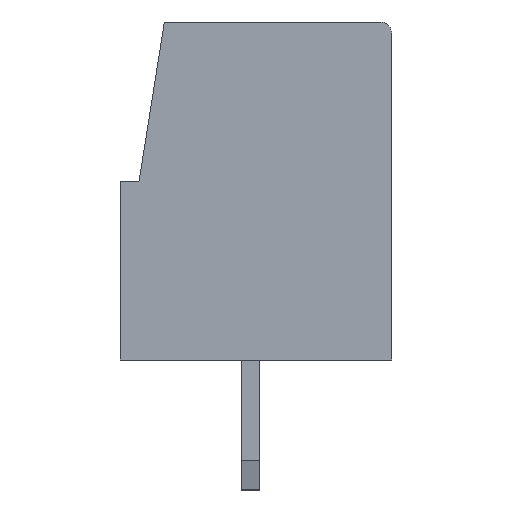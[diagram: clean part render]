
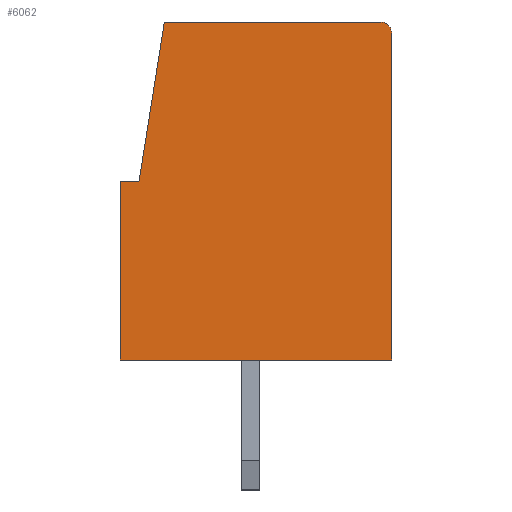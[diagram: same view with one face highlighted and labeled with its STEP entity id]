
A CAD part, left-side view. The second image highlights one B-rep face of the part: STEP entity #6062.
In plain terms, the highlighted planar face has unit normal (-1, 0, 0).
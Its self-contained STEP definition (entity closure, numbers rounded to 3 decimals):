
#80=PLANE('',#6327);
#273=CIRCLE('',#6292,0.3);
#451=ORIENTED_EDGE('',*,*,#1674,.T.);
#452=ORIENTED_EDGE('',*,*,#1605,.F.);
#453=ORIENTED_EDGE('',*,*,#1642,.F.);
#454=ORIENTED_EDGE('',*,*,#1653,.T.);
#455=ORIENTED_EDGE('',*,*,#1656,.T.);
#456=ORIENTED_EDGE('',*,*,#1631,.T.);
#457=ORIENTED_EDGE('',*,*,#1680,.T.);
#1605=EDGE_CURVE('',#2249,#2247,#273,.T.);
#1631=EDGE_CURVE('',#2268,#2269,#2699,.T.);
#1642=EDGE_CURVE('',#2277,#2249,#2709,.T.);
#1653=EDGE_CURVE('',#2277,#2284,#2717,.T.);
#1656=EDGE_CURVE('',#2284,#2268,#2720,.T.);
#1674=EDGE_CURVE('',#2296,#2247,#2736,.T.);
#1680=EDGE_CURVE('',#2269,#2296,#2742,.T.);
#2247=VERTEX_POINT('',#7747);
#2249=VERTEX_POINT('',#7751);
#2268=VERTEX_POINT('',#7806);
#2269=VERTEX_POINT('',#7807);
#2277=VERTEX_POINT('',#7826);
#2284=VERTEX_POINT('',#7850);
#2296=VERTEX_POINT('',#7890);
#2699=LINE('',#7805,#3301);
#2709=LINE('',#7827,#3311);
#2717=LINE('',#7849,#3319);
#2720=LINE('',#7855,#3322);
#2736=LINE('',#7889,#3338);
#2742=LINE('',#7901,#3344);
#3301=VECTOR('',#6626,1000.);
#3311=VECTOR('',#6640,1000.);
#3319=VECTOR('',#6664,1000.);
#3322=VECTOR('',#6669,1000.);
#3338=VECTOR('',#6701,1000.);
#3344=VECTOR('',#6709,1000.);
#3905=EDGE_LOOP('',(#451,#452,#453,#454,#455,#456,#457));
#4155=FACE_BOUND('',#3905,.T.);
#6062=ADVANCED_FACE('',(#4155),#80,.F.);
#6292=AXIS2_PLACEMENT_3D('',#7752,#6581,#6582);
#6327=AXIS2_PLACEMENT_3D('',#7927,#6733,#6734);
#6581=DIRECTION('',(1.,0.,0.));
#6582=DIRECTION('',(0.,-1.,0.));
#6626=DIRECTION('',(0.,0.,-1.));
#6640=DIRECTION('',(0.,-1.,0.));
#6664=DIRECTION('',(0.,0.156,-0.988));
#6669=DIRECTION('',(0.,1.,0.));
#6701=DIRECTION('',(0.,0.,1.));
#6709=DIRECTION('',(0.,-1.,0.));
#6733=DIRECTION('',(1.,0.,0.));
#6734=DIRECTION('',(0.,0.,1.));
#7747=CARTESIAN_POINT('',(-1.75,-7.3,8.8));
#7751=CARTESIAN_POINT('',(-1.75,-7.,9.1));
#7752=CARTESIAN_POINT('',(-1.75,-7.,8.8));
#7805=CARTESIAN_POINT('',(-1.75,0.,0.));
#7806=CARTESIAN_POINT('',(-1.75,0.,4.8));
#7807=CARTESIAN_POINT('',(-1.75,0.,0.));
#7826=CARTESIAN_POINT('',(-1.75,-1.181,9.1));
#7827=CARTESIAN_POINT('',(-1.75,-3.5,9.1));
#7849=CARTESIAN_POINT('',(-1.75,0.26,0.));
#7850=CARTESIAN_POINT('',(-1.75,-0.5,4.8));
#7855=CARTESIAN_POINT('',(-1.75,-3.5,4.8));
#7889=CARTESIAN_POINT('',(-1.75,-7.3,0.));
#7890=CARTESIAN_POINT('',(-1.75,-7.3,0.));
#7901=CARTESIAN_POINT('',(-1.75,-3.5,0.));
#7927=CARTESIAN_POINT('',(-1.75,-11.88,0.));
